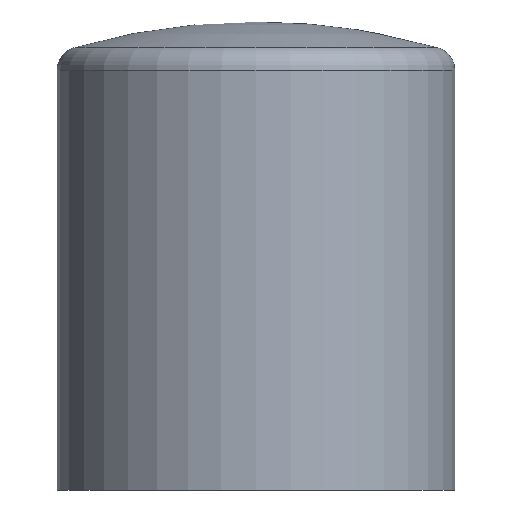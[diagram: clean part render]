
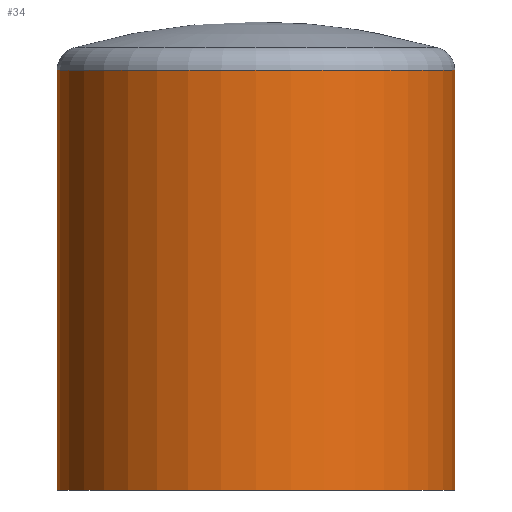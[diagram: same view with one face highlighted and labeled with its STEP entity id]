
A CAD part, front view. The second image highlights one B-rep face of the part: STEP entity #34.
In plain terms, the highlighted cylindrical face has radius 8.5 mm (diameter 17 mm), a full revolution.
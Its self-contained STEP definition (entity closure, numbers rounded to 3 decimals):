
#34 = ADVANCED_FACE( '', ( #66, #67 ), #68, .T. );
#66 = FACE_OUTER_BOUND( '', #95, .T. );
#67 = FACE_OUTER_BOUND( '', #96, .T. );
#68 = CYLINDRICAL_SURFACE( '', #97, 8.5 );
#95 = EDGE_LOOP( '', ( #122 ) );
#96 = EDGE_LOOP( '', ( #123 ) );
#97 = AXIS2_PLACEMENT_3D( '', #124, #125, #126 );
#122 = ORIENTED_EDGE( '', *, *, #150, .T. );
#123 = ORIENTED_EDGE( '', *, *, #151, .T. );
#124 = CARTESIAN_POINT( '', ( 0., 0., 57.15 ) );
#125 = DIRECTION( '', ( 0., 0., -1. ) );
#126 = DIRECTION( '', ( 1., 0., 0. ) );
#150 = EDGE_CURVE( '', #164, #164, #165, .T. );
#151 = EDGE_CURVE( '', #166, #166, #167, .T. );
#164 = VERTEX_POINT( '', #180 );
#165 = CIRCLE( '', #181, 8.5 );
#166 = VERTEX_POINT( '', #182 );
#167 = CIRCLE( '', #183, 8.5 );
#180 = CARTESIAN_POINT( '', ( -8.5, 0., 17.937 ) );
#181 = AXIS2_PLACEMENT_3D( '', #196, #197, #198 );
#182 = CARTESIAN_POINT( '', ( 8.5, 0., 0. ) );
#183 = AXIS2_PLACEMENT_3D( '', #199, #200, #201 );
#196 = CARTESIAN_POINT( '', ( 0., 0., 17.937 ) );
#197 = DIRECTION( '', ( 0., 0., -1. ) );
#198 = DIRECTION( '', ( -1., 0., 0. ) );
#199 = CARTESIAN_POINT( '', ( 0., 0., 0. ) );
#200 = DIRECTION( '', ( 0., 0., 1. ) );
#201 = DIRECTION( '', ( 1., 0., 0. ) );
